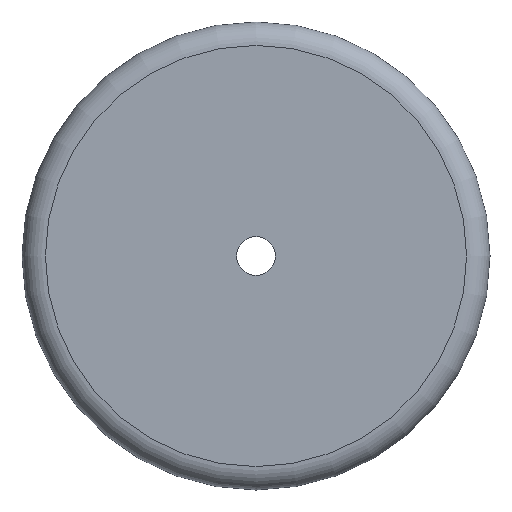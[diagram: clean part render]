
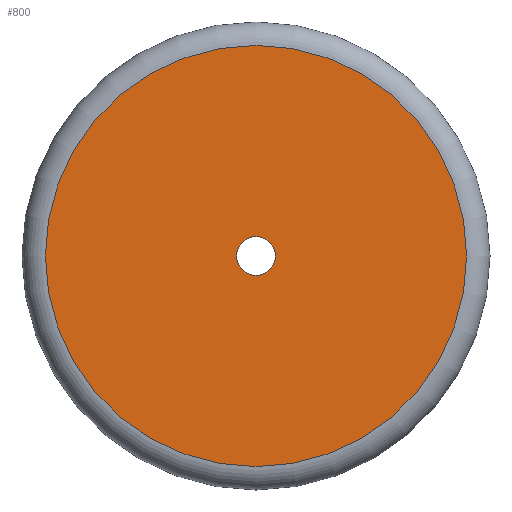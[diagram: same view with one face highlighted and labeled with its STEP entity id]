
A CAD part, front view. The second image highlights one B-rep face of the part: STEP entity #800.
In plain terms, the highlighted planar face has unit normal (0, -1, 0).
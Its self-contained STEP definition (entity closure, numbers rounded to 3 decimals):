
#78=FACE_BOUND('',#294,.T.);
#86=PLANE('',#920);
#245=FACE_OUTER_BOUND('',#293,.T.);
#293=EDGE_LOOP('',(#576));
#294=EDGE_LOOP('',(#577));
#349=CIRCLE('',#916,18.);
#353=CIRCLE('',#921,1.65);
#369=VERTEX_POINT('',#1157);
#372=VERTEX_POINT('',#1165);
#449=EDGE_CURVE('',#369,#369,#349,.T.);
#453=EDGE_CURVE('',#372,#372,#353,.T.);
#576=ORIENTED_EDGE('',*,*,#449,.F.);
#577=ORIENTED_EDGE('',*,*,#453,.T.);
#800=ADVANCED_FACE('',(#245,#78),#86,.F.);
#916=AXIS2_PLACEMENT_3D('',#1158,#986,#987);
#920=AXIS2_PLACEMENT_3D('',#1164,#994,#995);
#921=AXIS2_PLACEMENT_3D('',#1166,#996,#997);
#986=DIRECTION('center_axis',(0.,1.,0.));
#987=DIRECTION('ref_axis',(1.,0.,0.));
#994=DIRECTION('center_axis',(0.,1.,0.));
#995=DIRECTION('ref_axis',(0.,0.,1.));
#996=DIRECTION('center_axis',(0.,1.,0.));
#997=DIRECTION('ref_axis',(1.,0.,0.));
#1157=CARTESIAN_POINT('',(0.,-4.,18.));
#1158=CARTESIAN_POINT('Origin',(0.,-4.,0.));
#1164=CARTESIAN_POINT('Origin',(0.,-4.,0.));
#1165=CARTESIAN_POINT('',(-1.65,-4.,0.));
#1166=CARTESIAN_POINT('Origin',(0.,-4.,0.));
